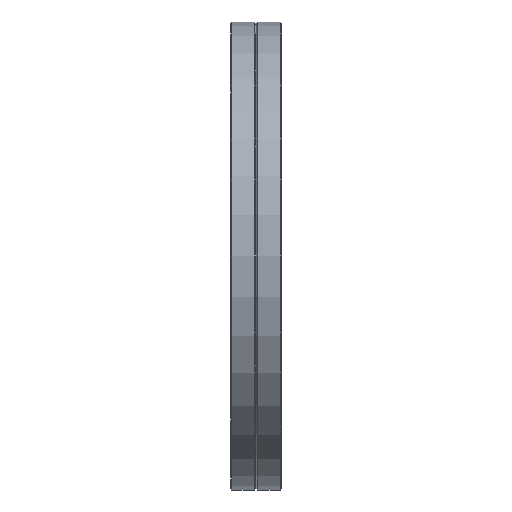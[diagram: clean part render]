
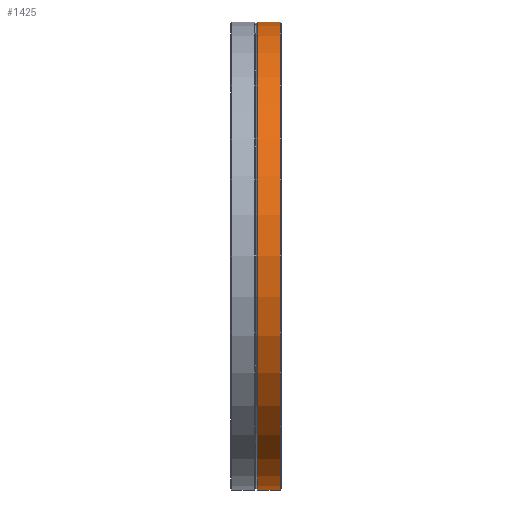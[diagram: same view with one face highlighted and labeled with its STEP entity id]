
A CAD part, front view. The second image highlights one B-rep face of the part: STEP entity #1425.
In plain terms, the highlighted cylindrical face has radius 101.25 mm (diameter 202.5 mm), a full revolution.
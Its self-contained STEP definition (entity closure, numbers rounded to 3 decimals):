
#50 = EDGE_CURVE ( 'NONE', #683, #683, #1712, .T. ) ;
#71 = DIRECTION ( 'NONE',  ( -1., 0., 0. ) ) ;
#177 = VERTEX_POINT ( 'NONE', #1089 ) ;
#429 = EDGE_CURVE ( 'NONE', #177, #177, #1645, .T. ) ;
#515 = ORIENTED_EDGE ( 'NONE', *, *, #429, .T. ) ;
#523 = FACE_OUTER_BOUND ( 'NONE', #1093, .T. ) ;
#655 = CARTESIAN_POINT ( 'NONE',  ( 11.75, 0., 0. ) ) ;
#657 = AXIS2_PLACEMENT_3D ( 'NONE', #1146, #1671, #1374 ) ;
#683 = VERTEX_POINT ( 'NONE', #1274 ) ;
#738 = DIRECTION ( 'NONE',  ( 0., 0., 1. ) ) ;
#802 = DIRECTION ( 'NONE',  ( 0., 0., 1. ) ) ;
#907 = EDGE_LOOP ( 'NONE', ( #1175 ) ) ;
#981 = AXIS2_PLACEMENT_3D ( 'NONE', #655, #1627, #802 ) ;
#1015 = FACE_OUTER_BOUND ( 'NONE', #907, .T. ) ;
#1089 = CARTESIAN_POINT ( 'NONE',  ( 21.5, 0., 101.25 ) ) ;
#1093 = EDGE_LOOP ( 'NONE', ( #515 ) ) ;
#1146 = CARTESIAN_POINT ( 'NONE',  ( 21.5, 0., 0. ) ) ;
#1154 = CARTESIAN_POINT ( 'NONE',  ( 0., 0., 0. ) ) ;
#1175 = ORIENTED_EDGE ( 'NONE', *, *, #50, .F. ) ;
#1195 = CYLINDRICAL_SURFACE ( 'NONE', #1305, 101.25 ) ;
#1274 = CARTESIAN_POINT ( 'NONE',  ( 11.75, 0., 101.25 ) ) ;
#1305 = AXIS2_PLACEMENT_3D ( 'NONE', #1154, #71, #738 ) ;
#1374 = DIRECTION ( 'NONE',  ( 0., 0., 1. ) ) ;
#1425 = ADVANCED_FACE ( 'NONE', ( #523, #1015 ), #1195, .T. ) ;
#1627 = DIRECTION ( 'NONE',  ( -1., 0., 0. ) ) ;
#1645 = CIRCLE ( 'NONE', #657, 101.25 ) ;
#1671 = DIRECTION ( 'NONE',  ( -1., 0., 0. ) ) ;
#1712 = CIRCLE ( 'NONE', #981, 101.25 ) ;
